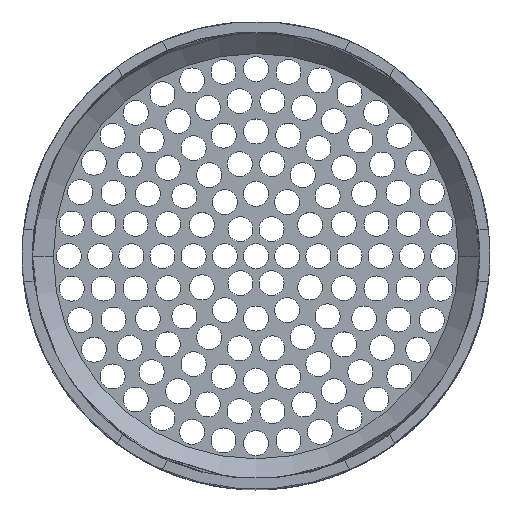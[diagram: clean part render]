
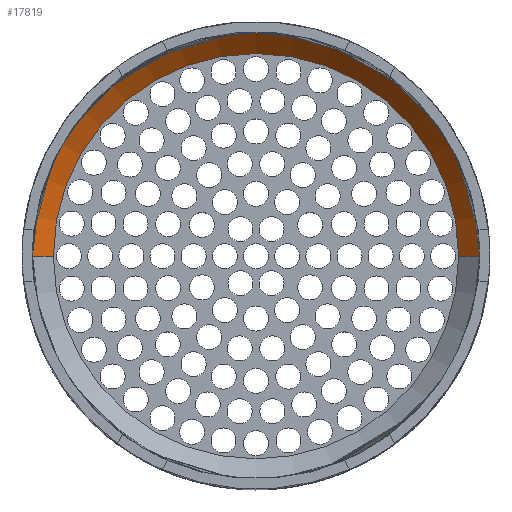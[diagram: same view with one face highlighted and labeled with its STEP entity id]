
A CAD part, top view. The second image highlights one B-rep face of the part: STEP entity #17819.
In plain terms, the highlighted conical face has half-angle 45 degrees and reference radius 19.5 mm.
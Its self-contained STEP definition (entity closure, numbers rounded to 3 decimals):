
#435 = VERTEX_POINT ( 'NONE', #23385 ) ;
#1435 = AXIS2_PLACEMENT_3D ( 'NONE', #16198, #2599, #2727 ) ;
#1888 = CARTESIAN_POINT ( 'NONE',  ( 19.5, 0., 0. ) ) ;
#2540 = EDGE_LOOP ( 'NONE', ( #5165, #9097, #24832, #21533 ) ) ;
#2599 = DIRECTION ( 'NONE',  ( 0., 0., 1. ) ) ;
#2727 = DIRECTION ( 'NONE',  ( 1., 0., 0. ) ) ;
#3350 = EDGE_CURVE ( 'NONE', #435, #21311, #15967, .T. ) ;
#5165 = ORIENTED_EDGE ( 'NONE', *, *, #18866, .F. ) ;
#5274 = DIRECTION ( 'NONE',  ( -1., 0., 0. ) ) ;
#5396 = DIRECTION ( 'NONE',  ( 0.707, 0., 0.707 ) ) ;
#5780 = EDGE_CURVE ( 'NONE', #435, #12787, #25386, .T. ) ;
#6725 = DIRECTION ( 'NONE',  ( -0.707, 0., 0.707 ) ) ;
#8170 = CIRCLE ( 'NONE', #22792, 21.5 ) ;
#8843 = AXIS2_PLACEMENT_3D ( 'NONE', #22952, #16682, #12745 ) ;
#9097 = ORIENTED_EDGE ( 'NONE', *, *, #3350, .F. ) ;
#11495 = CARTESIAN_POINT ( 'NONE',  ( 0., 0., 2. ) ) ;
#12745 = DIRECTION ( 'NONE',  ( -1., 0., 0. ) ) ;
#12787 = VERTEX_POINT ( 'NONE', #24614 ) ;
#14316 = LINE ( 'NONE', #22307, #17721 ) ;
#15595 = CONICAL_SURFACE ( 'NONE', #1435, 19.5, 0.785 ) ;
#15791 = CARTESIAN_POINT ( 'NONE',  ( -21.5, 0., 2. ) ) ;
#15967 = CIRCLE ( 'NONE', #8843, 19.5 ) ;
#16198 = CARTESIAN_POINT ( 'NONE',  ( 0., 0., 0. ) ) ;
#16682 = DIRECTION ( 'NONE',  ( 0., 0., 1. ) ) ;
#17721 = VECTOR ( 'NONE', #6725, 1000. ) ;
#17819 = ADVANCED_FACE ( 'NONE', ( #18154 ), #15595, .F. ) ;
#18154 = FACE_OUTER_BOUND ( 'NONE', #2540, .T. ) ;
#18866 = EDGE_CURVE ( 'NONE', #21311, #25783, #14316, .T. ) ;
#20282 = EDGE_CURVE ( 'NONE', #25783, #12787, #8170, .T. ) ;
#20615 = VECTOR ( 'NONE', #5396, 1000. ) ;
#21311 = VERTEX_POINT ( 'NONE', #22318 ) ;
#21345 = DIRECTION ( 'NONE',  ( 0., 0., -1. ) ) ;
#21533 = ORIENTED_EDGE ( 'NONE', *, *, #20282, .F. ) ;
#22307 = CARTESIAN_POINT ( 'NONE',  ( -19.5, 0., 0. ) ) ;
#22318 = CARTESIAN_POINT ( 'NONE',  ( -19.5, 0., 0. ) ) ;
#22792 = AXIS2_PLACEMENT_3D ( 'NONE', #11495, #21345, #5274 ) ;
#22952 = CARTESIAN_POINT ( 'NONE',  ( 0., 0., 0. ) ) ;
#23385 = CARTESIAN_POINT ( 'NONE',  ( 19.5, 0., 0. ) ) ;
#24614 = CARTESIAN_POINT ( 'NONE',  ( 21.5, 0., 2. ) ) ;
#24832 = ORIENTED_EDGE ( 'NONE', *, *, #5780, .T. ) ;
#25386 = LINE ( 'NONE', #1888, #20615 ) ;
#25783 = VERTEX_POINT ( 'NONE', #15791 ) ;
